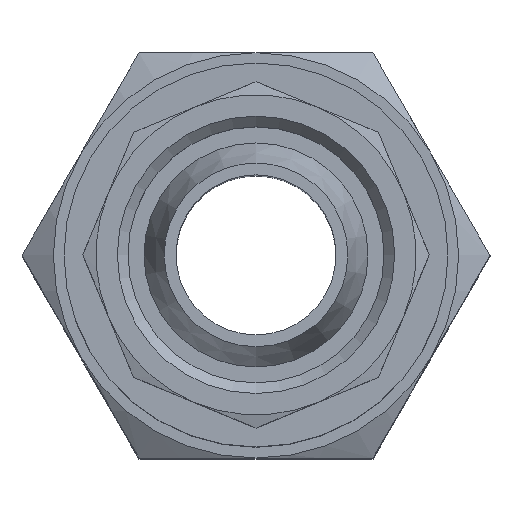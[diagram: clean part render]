
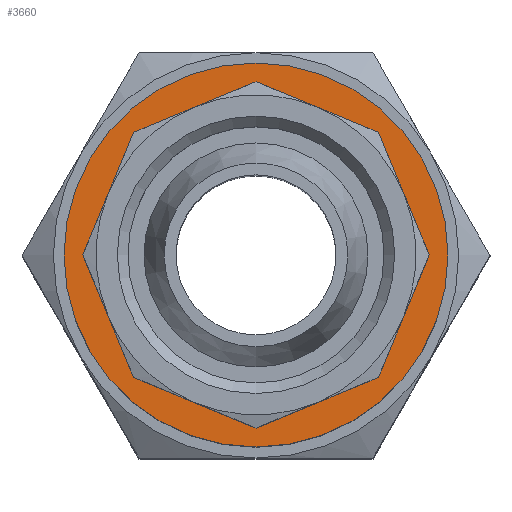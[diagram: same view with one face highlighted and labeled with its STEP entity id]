
A CAD part, top view. The second image highlights one B-rep face of the part: STEP entity #3660.
In plain terms, the highlighted face is planar.
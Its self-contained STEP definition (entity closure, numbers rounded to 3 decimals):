
#1588=VECTOR('',#2769,1.);
#1589=VECTOR('',#2770,1.);
#1590=VECTOR('',#2771,1.);
#1591=VECTOR('',#2772,1.);
#1592=VECTOR('',#2773,1.);
#1593=VECTOR('',#2774,1.);
#1594=VECTOR('',#2775,1.);
#1595=VECTOR('',#2776,1.);
#1616=LINE('',#3177,#1588);
#1617=LINE('',#3179,#1589);
#1618=LINE('',#3181,#1590);
#1619=LINE('',#3183,#1591);
#1620=LINE('',#3185,#1592);
#1621=LINE('',#3187,#1593);
#1622=LINE('',#3189,#1594);
#1623=LINE('',#3190,#1595);
#1857=ORIENTED_EDGE('',*,*,#2265,.T.);
#1858=ORIENTED_EDGE('',*,*,#2266,.F.);
#1859=ORIENTED_EDGE('',*,*,#2267,.F.);
#1860=ORIENTED_EDGE('',*,*,#2268,.F.);
#1861=ORIENTED_EDGE('',*,*,#2269,.F.);
#1862=ORIENTED_EDGE('',*,*,#2270,.F.);
#1863=ORIENTED_EDGE('',*,*,#2271,.F.);
#1864=ORIENTED_EDGE('',*,*,#2272,.F.);
#1865=ORIENTED_EDGE('',*,*,#2273,.F.);
#2075=CIRCLE('',#3469,9.);
#2147=VERTEX_POINT('',#3172);
#2148=VERTEX_POINT('',#3175);
#2149=VERTEX_POINT('',#3176);
#2150=VERTEX_POINT('',#3178);
#2151=VERTEX_POINT('',#3180);
#2152=VERTEX_POINT('',#3182);
#2153=VERTEX_POINT('',#3184);
#2154=VERTEX_POINT('',#3186);
#2155=VERTEX_POINT('',#3188);
#2265=EDGE_CURVE('',#2147,#2147,#2075,.T.);
#2266=EDGE_CURVE('',#2148,#2149,#1616,.T.);
#2267=EDGE_CURVE('',#2150,#2148,#1617,.T.);
#2268=EDGE_CURVE('',#2151,#2150,#1618,.T.);
#2269=EDGE_CURVE('',#2152,#2151,#1619,.T.);
#2270=EDGE_CURVE('',#2153,#2152,#1620,.T.);
#2271=EDGE_CURVE('',#2154,#2153,#1621,.T.);
#2272=EDGE_CURVE('',#2155,#2154,#1622,.T.);
#2273=EDGE_CURVE('',#2149,#2155,#1623,.T.);
#2409=EDGE_LOOP('',(#1857));
#2410=EDGE_LOOP('',(#1858,#1859,#1860,#1861,#1862,#1863,#1864,#1865));
#2523=FACE_BOUND('',#2409,.T.);
#2524=FACE_BOUND('',#2410,.T.);
#2765=DIRECTION('',(0.,1.,0.));
#2766=DIRECTION('',(0.,0.,-9.));
#2767=DIRECTION('',(0.,1.,0.));
#2768=DIRECTION('',(1.,0.,0.));
#2769=DIRECTION('',(5.74,0.,-2.378));
#2770=DIRECTION('',(5.74,0.,2.378));
#2771=DIRECTION('',(2.378,0.,5.74));
#2772=DIRECTION('',(-2.378,0.,5.74));
#2773=DIRECTION('',(-5.74,0.,2.378));
#2774=DIRECTION('',(-5.74,0.,-2.378));
#2775=DIRECTION('',(-2.378,0.,-5.74));
#2776=DIRECTION('',(2.378,0.,-5.74));
#3172=CARTESIAN_POINT('',(26.989,25.395,-9.));
#3173=CARTESIAN_POINT('',(26.989,25.395,0.));
#3174=CARTESIAN_POINT('',(26.989,25.395,-9.));
#3175=CARTESIAN_POINT('',(26.989,25.395,8.118));
#3176=CARTESIAN_POINT('',(32.729,25.395,5.74));
#3177=CARTESIAN_POINT('',(26.989,25.395,8.118));
#3178=CARTESIAN_POINT('',(21.249,25.395,5.74));
#3179=CARTESIAN_POINT('',(21.249,25.395,5.74));
#3180=CARTESIAN_POINT('',(18.871,25.395,0.));
#3181=CARTESIAN_POINT('',(18.871,25.395,0.));
#3182=CARTESIAN_POINT('',(21.249,25.395,-5.74));
#3183=CARTESIAN_POINT('',(21.249,25.395,-5.74));
#3184=CARTESIAN_POINT('',(26.989,25.395,-8.118));
#3185=CARTESIAN_POINT('',(26.989,25.395,-8.118));
#3186=CARTESIAN_POINT('',(32.729,25.395,-5.74));
#3187=CARTESIAN_POINT('',(32.729,25.395,-5.74));
#3188=CARTESIAN_POINT('',(35.107,25.395,0.));
#3189=CARTESIAN_POINT('',(35.107,25.395,0.));
#3190=CARTESIAN_POINT('',(32.729,25.395,5.74));
#3469=AXIS2_PLACEMENT_3D('',#3173,#2765,#2766);
#3470=AXIS2_PLACEMENT_3D('',#3174,#2767,#2768);
#3608=PLANE('',#3470);
#3660=ADVANCED_FACE('',(#2523,#2524),#3608,.T.);
